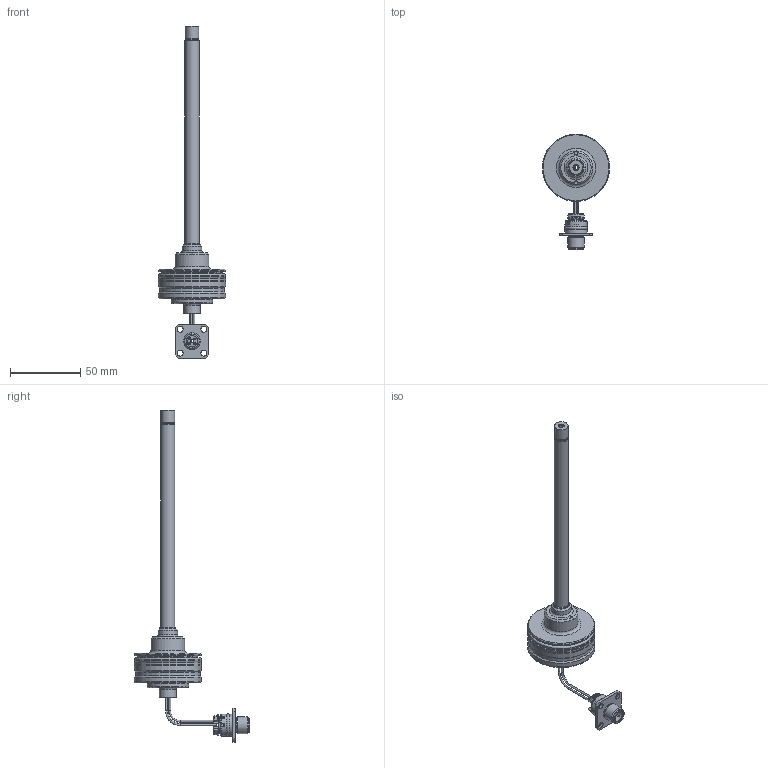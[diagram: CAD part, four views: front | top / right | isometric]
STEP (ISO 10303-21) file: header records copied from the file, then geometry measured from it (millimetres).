
FILE_DESCRIPTION (( 'STEP AP214' ), '1' );
FILE_NAME ('TM1-0100-307-___-4__.STEP', '2019-06-28T09:33:23', ( '' ), ( '' ), 'SwSTEP 2.0', 'SolidWorks 2017', '' );
FILE_SCHEMA (( 'AUTOMOTIVE_DESIGN' ));
Length unit declared in the file: millimetre
Products named in the file (1): TM1-0100-307-___-4__
Bounding box: 48 x 82.5 x 236.95 mm (x, y, z)
Surface area: 21785.2 mm2 (no closed solid volume)
Topology: 0 solids, 24 shells, 232 faces, 793 edges, 566 vertices
Faces by surface type: cylinder 86, plane 78, cone 26, torus 25, bspline 17
Full cylindrical faces by diameter (mm): 1 x4, 1.2 x6, 1.45 x3, 3.3 x1, 4.4 x4, 7 x1, 8 x1, 8.3 x1, 8.5 x1, 9 x1, 9.8 x2, 10 x1, 10.4 x1, 10.6 x1, 11.2 x1, 12 x2, 12.4 x1, 14 x1, 15.8 x2, 24 x1, 29.8 x1, 38 x1, 41.5 x1, 42.5 x1, 42.6 x1, 46 x1, 47.8 x1, 48 x4
Entity records: 11543 total; most frequent: CARTESIAN_POINT 2891, DIRECTION 1198, ORIENTED_EDGE 1085, EDGE_CURVE 687, VERTEX_POINT 545, AXIS2_PLACEMENT_3D 490, EDGE_LOOP 351, FACE_OUTER_BOUND 301
